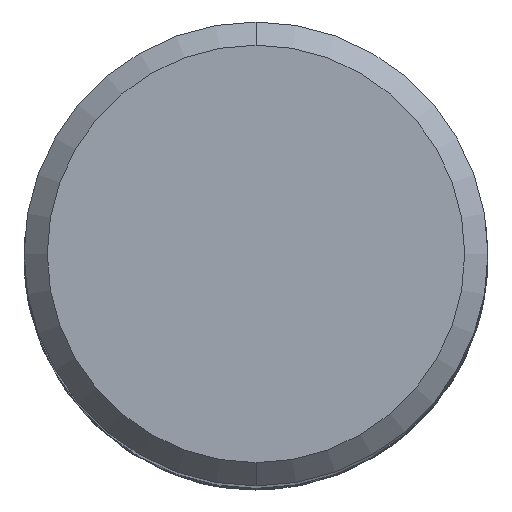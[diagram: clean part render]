
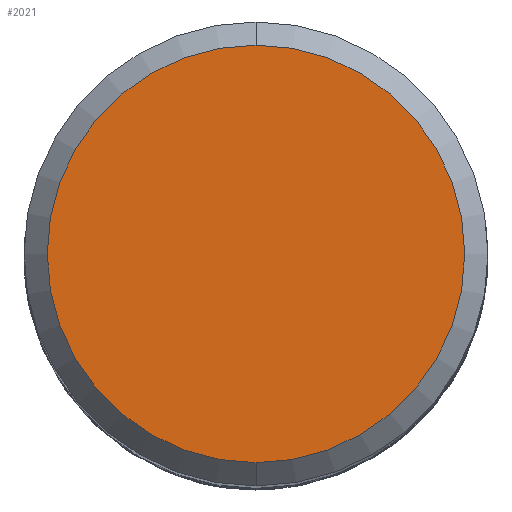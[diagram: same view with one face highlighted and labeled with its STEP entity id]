
A CAD part, top view. The second image highlights one B-rep face of the part: STEP entity #2021.
In plain terms, the highlighted planar face has unit normal (0, 0, 1).
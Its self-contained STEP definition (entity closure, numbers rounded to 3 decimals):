
#913=VERTEX_POINT('',#2299);
#1023=EDGE_CURVE('',#1281,#913,#2425,.T.);
#1281=VERTEX_POINT('',#2702);
#1585=EDGE_CURVE('',#913,#1281,#3036,.T.);
#2021=ADVANCED_FACE('',(#3506),#3507,.T.);
#2299=CARTESIAN_POINT('',(0.,-9.0,0.0));
#2425=CIRCLE('',#8905,9.0);
#2702=CARTESIAN_POINT('',(0.0,9.0,0.0));
#3036=CIRCLE('',#15507,9.0);
#3506=FACE_OUTER_BOUND('',#20694,.T.);
#3507=PLANE('',#20695);
#8905=AXIS2_PLACEMENT_3D('',#21787,#21788,#21789);
#15507=AXIS2_PLACEMENT_3D('',#22380,#22381,#22382);
#20694=EDGE_LOOP('',(#22808,#22809));
#20695=AXIS2_PLACEMENT_3D('',#22810,#22811,#22812);
#21787=CARTESIAN_POINT('',(0.0,0.0,0.0));
#21788=DIRECTION('',(0.0,0.0,-1.0));
#21789=DIRECTION('',(0.0,1.0,0.0));
#22380=CARTESIAN_POINT('',(0.0,0.0,0.0));
#22381=DIRECTION('',(0.0,0.0,-1.0));
#22382=DIRECTION('',(0.0,1.0,0.0));
#22808=ORIENTED_EDGE('',*,*,#1023,.F.);
#22809=ORIENTED_EDGE('',*,*,#1585,.F.);
#22810=CARTESIAN_POINT('',(0.0,4.5,0.0));
#22811=DIRECTION('',(-0.0,0.0,1.0));
#22812=DIRECTION('',(0.0,-1.0,0.0));
